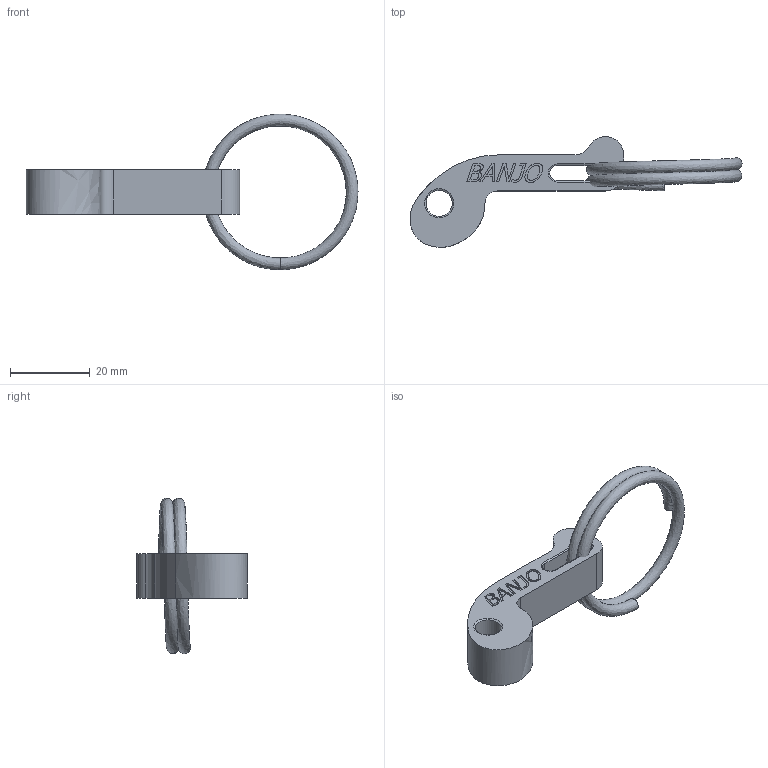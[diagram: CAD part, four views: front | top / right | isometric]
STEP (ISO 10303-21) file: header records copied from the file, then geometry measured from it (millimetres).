
FILE_DESCRIPTION(/* description */ ('SHORT CAM ARM W/ RING'),/* implementation_level */ '2;1');
FILE_NAME(/* name */ '150(200)KS.stp',/* time_stamp */ '2019-02-07T14:17:19-05:00',/* author */ ('casbury'),/* organization */ (''),/* preprocessor_version */ 'ST-DEVELOPER v17',/* originating_system */ 'Autodesk Inventor 2018',/* authorisation */ '');
FILE_SCHEMA (('AUTOMOTIVE_DESIGN { 1 0 10303 214 3 1 1 }'));
Length unit declared in the file: inch
Products named in the file (3): 150(200)KS; 150(200)XKS; 150RING
Assembly tree (2 placements, depth 2):
  150(200)KS
    150(200)XKS
    150RING
Bounding box: 83.49 x 27.82 x 39.13 mm (x, y, z)
Volume: 7665.9 mm3; surface area: 5290.5 mm2
Topology: 2 solids, 2 shells, 187 faces, 487 edges, 322 vertices
Faces by surface type: plane 104, bspline 69, cylinder 8, cone 6
Full cylindrical faces by diameter (mm): 6.553 x1
Entity records: 6489 total; most frequent: CARTESIAN_POINT 2230, ORIENTED_EDGE 974, DIRECTION 620, EDGE_CURVE 487, LINE 326, VECTOR 326, VERTEX_POINT 322, EDGE_LOOP 209
